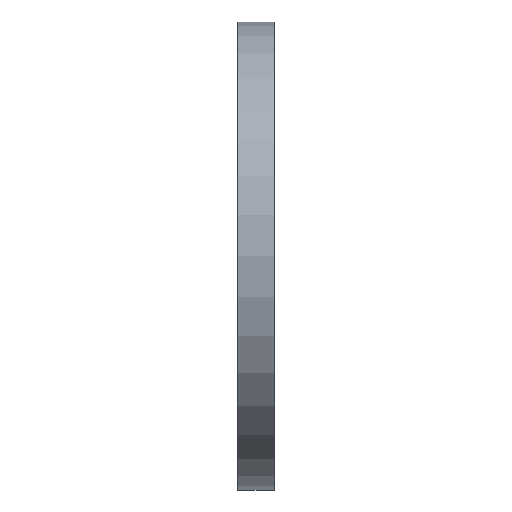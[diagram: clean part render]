
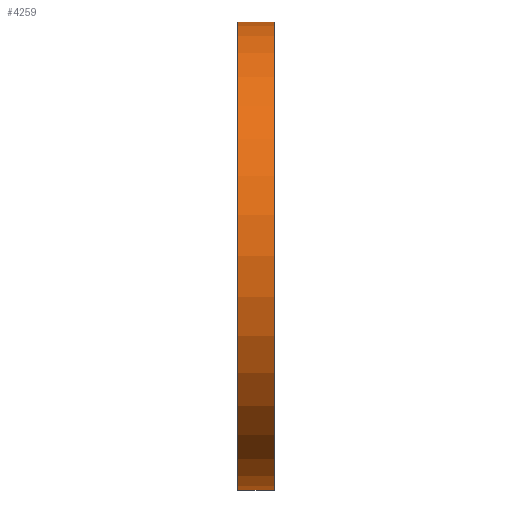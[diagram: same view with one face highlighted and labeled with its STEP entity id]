
A CAD part, left-side view. The second image highlights one B-rep face of the part: STEP entity #4259.
In plain terms, the highlighted cylindrical face has radius 177.8 mm (diameter 355.6 mm), a partial arc.
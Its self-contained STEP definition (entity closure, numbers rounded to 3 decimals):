
#1107 = DIRECTION ( 'NONE',  ( 0., 0., -1. ) ) ;
#1111 = CARTESIAN_POINT ( 'NONE',  ( 0., -20.091, 0. ) ) ;
#1114 = DIRECTION ( 'NONE',  ( 0., -1., 0. ) ) ;
#1480 = EDGE_LOOP ( 'NONE', ( #3374, #3375, #1871, #1850 ) ) ;
#1795 = AXIS2_PLACEMENT_3D ( 'NONE', #1111, #1114, #1107 ) ;
#1850 = ORIENTED_EDGE ( 'NONE', *, *, #4854, .T. ) ;
#1871 = ORIENTED_EDGE ( 'NONE', *, *, #4852, .T. ) ;
#2519 = CARTESIAN_POINT ( 'NONE',  ( 0., 0.5, 177.8 ) ) ;
#2521 = CARTESIAN_POINT ( 'NONE',  ( 0., 0.5, -177.8 ) ) ;
#2901 = CARTESIAN_POINT ( 'NONE',  ( 0., 27.9, -177.8 ) ) ;
#2928 = CARTESIAN_POINT ( 'NONE',  ( 0., 27.9, 177.8 ) ) ;
#2956 = VERTEX_POINT ( 'NONE', #2928 ) ;
#2969 = VERTEX_POINT ( 'NONE', #2901 ) ;
#2986 = VERTEX_POINT ( 'NONE', #2519 ) ;
#2990 = VERTEX_POINT ( 'NONE', #2521 ) ;
#3374 = ORIENTED_EDGE ( 'NONE', *, *, #4851, .F. ) ;
#3375 = ORIENTED_EDGE ( 'NONE', *, *, #4853, .T. ) ;
#4017 = FACE_OUTER_BOUND ( 'NONE', #1480, .T. ) ;
#4020 = CYLINDRICAL_SURFACE ( 'NONE', #1795, 177.8 ) ;
#4259 = ADVANCED_FACE ( 'NONE', ( #4017 ), #4020, .T. ) ;
#4466 = CARTESIAN_POINT ( 'NONE',  ( 0., 0.5, 0. ) ) ;
#4470 = CARTESIAN_POINT ( 'NONE',  ( 0., -20.091, 177.8 ) ) ;
#4489 = DIRECTION ( 'NONE',  ( 0., 1., 0. ) ) ;
#4497 = DIRECTION ( 'NONE',  ( 0., -1., 0. ) ) ;
#4511 = DIRECTION ( 'NONE',  ( 0., -1., 0. ) ) ;
#4540 = CARTESIAN_POINT ( 'NONE',  ( 0., 27.9, 0. ) ) ;
#4541 = DIRECTION ( 'NONE',  ( 0., -1., 0. ) ) ;
#4542 = DIRECTION ( 'NONE',  ( 0., 0., -1. ) ) ;
#4590 = DIRECTION ( 'NONE',  ( 0., 0., 1. ) ) ;
#4647 = CARTESIAN_POINT ( 'NONE',  ( 0., -20.091, -177.8 ) ) ;
#4851 = EDGE_CURVE ( 'NONE', #2956, #2986, #5334, .T. ) ;
#4852 = EDGE_CURVE ( 'NONE', #2969, #2990, #5335, .T. ) ;
#4853 = EDGE_CURVE ( 'NONE', #2956, #2969, #5305, .T. ) ;
#4854 = EDGE_CURVE ( 'NONE', #2990, #2986, #5339, .T. ) ;
#5305 = CIRCLE ( 'NONE', #5728, 177.8 ) ;
#5334 = LINE ( 'NONE', #4470, #5336 ) ;
#5335 = LINE ( 'NONE', #4647, #5338 ) ;
#5336 = VECTOR ( 'NONE', #4497, 1000. ) ;
#5338 = VECTOR ( 'NONE', #4511, 1000. ) ;
#5339 = CIRCLE ( 'NONE', #5729, 177.8 ) ;
#5728 = AXIS2_PLACEMENT_3D ( 'NONE', #4540, #4541, #4542 ) ;
#5729 = AXIS2_PLACEMENT_3D ( 'NONE', #4466, #4489, #4590 ) ;
